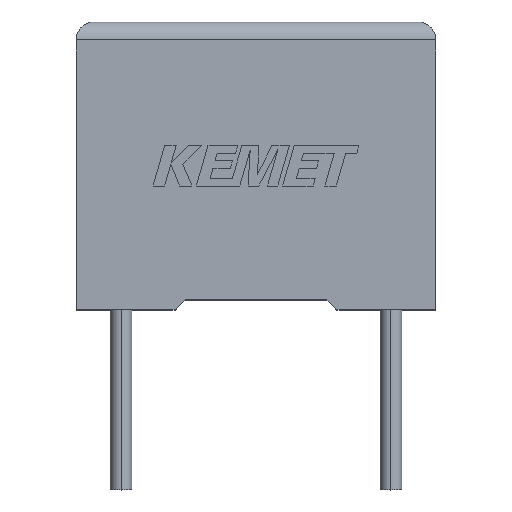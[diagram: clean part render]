
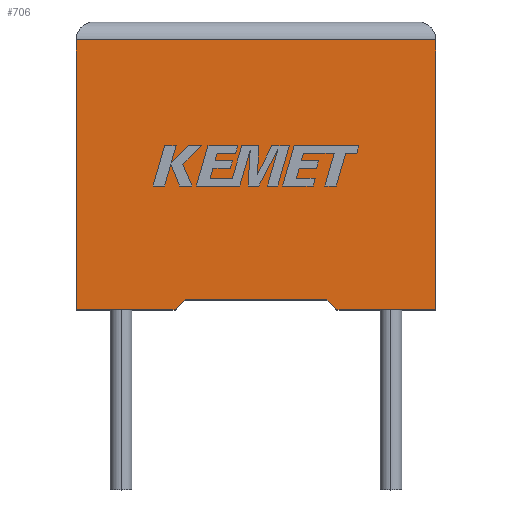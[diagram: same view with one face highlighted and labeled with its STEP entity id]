
A CAD part, top view. The second image highlights one B-rep face of the part: STEP entity #706.
In plain terms, the highlighted planar face has unit normal (0, 0, 1).
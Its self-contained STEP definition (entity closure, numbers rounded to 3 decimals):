
#72 = EDGE_CURVE ( 'NONE', #2787, #1108, #2927, .T. ) ;
#73 = VECTOR ( 'NONE', #2057, 1000. ) ;
#106 = DIRECTION ( 'NONE',  ( 1., 0., 0. ) ) ;
#131 = CARTESIAN_POINT ( 'NONE',  ( 3.028, 0.276, 4. ) ) ;
#193 = DIRECTION ( 'NONE',  ( -1., 0., 0. ) ) ;
#296 = ORIENTED_EDGE ( 'NONE', *, *, #72, .T. ) ;
#322 = EDGE_CURVE ( 'NONE', #786, #1094, #1343, .T. ) ;
#331 = DIRECTION ( 'NONE',  ( -1., 0., 0. ) ) ;
#335 = CARTESIAN_POINT ( 'NONE',  ( 0., 0., 4. ) ) ;
#364 = VERTEX_POINT ( 'NONE', #1788 ) ;
#402 = PLANE ( 'NONE',  #2153 ) ;
#430 = CARTESIAN_POINT ( 'NONE',  ( 0., 0., 4. ) ) ;
#477 = VECTOR ( 'NONE', #2971, 1000. ) ;
#485 = CARTESIAN_POINT ( 'NONE',  ( 2.75, 0., 4. ) ) ;
#604 = ORIENTED_EDGE ( 'NONE', *, *, #2715, .T. ) ;
#638 = CARTESIAN_POINT ( 'NONE',  ( 2.75, 0., 4. ) ) ;
#700 = LINE ( 'NONE', #944, #731 ) ;
#706 = ADVANCED_FACE ( 'NONE', ( #2922 ), #402, .F. ) ;
#731 = VECTOR ( 'NONE', #1441, 1000. ) ;
#732 = ORIENTED_EDGE ( 'NONE', *, *, #2386, .T. ) ;
#754 = ORIENTED_EDGE ( 'NONE', *, *, #997, .T. ) ;
#786 = VERTEX_POINT ( 'NONE', #874 ) ;
#822 = CARTESIAN_POINT ( 'NONE',  ( 7.25, 0., 4. ) ) ;
#874 = CARTESIAN_POINT ( 'NONE',  ( 0., 0., 4. ) ) ;
#875 = ORIENTED_EDGE ( 'NONE', *, *, #2585, .T. ) ;
#933 = DIRECTION ( 'NONE',  ( 0.709, -0.705, 0. ) ) ;
#939 = DIRECTION ( 'NONE',  ( 0., -1., 0. ) ) ;
#944 = CARTESIAN_POINT ( 'NONE',  ( 10., 0., 4. ) ) ;
#997 = EDGE_CURVE ( 'NONE', #364, #2617, #1688, .T. ) ;
#1021 = LINE ( 'NONE', #335, #2018 ) ;
#1094 = VERTEX_POINT ( 'NONE', #485 ) ;
#1108 = VERTEX_POINT ( 'NONE', #2903 ) ;
#1125 = VERTEX_POINT ( 'NONE', #2276 ) ;
#1289 = CARTESIAN_POINT ( 'NONE',  ( 5., 0.276, 4. ) ) ;
#1343 = LINE ( 'NONE', #2029, #477 ) ;
#1412 = CARTESIAN_POINT ( 'NONE',  ( 0., 0., 4. ) ) ;
#1433 = EDGE_CURVE ( 'NONE', #1714, #1094, #1740, .T. ) ;
#1441 = DIRECTION ( 'NONE',  ( 0., 1., 0. ) ) ;
#1509 = CARTESIAN_POINT ( 'NONE',  ( 10., 7.5, 4. ) ) ;
#1514 = ORIENTED_EDGE ( 'NONE', *, *, #1433, .F. ) ;
#1615 = VECTOR ( 'NONE', #933, 1000. ) ;
#1688 = LINE ( 'NONE', #822, #1615 ) ;
#1714 = VERTEX_POINT ( 'NONE', #131 ) ;
#1726 = EDGE_LOOP ( 'NONE', ( #604, #296, #875, #3058, #1514, #2177, #754, #732 ) ) ;
#1730 = EDGE_CURVE ( 'NONE', #364, #1714, #2469, .T. ) ;
#1740 = LINE ( 'NONE', #638, #73 ) ;
#1756 = CARTESIAN_POINT ( 'NONE',  ( 0., 7.5, 4. ) ) ;
#1770 = VECTOR ( 'NONE', #1792, 1000. ) ;
#1788 = CARTESIAN_POINT ( 'NONE',  ( 6.972, 0.276, 4. ) ) ;
#1792 = DIRECTION ( 'NONE',  ( -1., 0., 0. ) ) ;
#1850 = DIRECTION ( 'NONE',  ( 0., 0., -1. ) ) ;
#1870 = LINE ( 'NONE', #1412, #3001 ) ;
#2018 = VECTOR ( 'NONE', #106, 1000. ) ;
#2029 = CARTESIAN_POINT ( 'NONE',  ( 0., 0., 4. ) ) ;
#2057 = DIRECTION ( 'NONE',  ( -0.709, -0.705, 0. ) ) ;
#2153 = AXIS2_PLACEMENT_3D ( 'NONE', #430, #1850, #193 ) ;
#2177 = ORIENTED_EDGE ( 'NONE', *, *, #1730, .F. ) ;
#2276 = CARTESIAN_POINT ( 'NONE',  ( 10., 0., 4. ) ) ;
#2293 = VECTOR ( 'NONE', #331, 1000. ) ;
#2386 = EDGE_CURVE ( 'NONE', #2617, #1125, #1021, .T. ) ;
#2469 = LINE ( 'NONE', #1289, #1770 ) ;
#2585 = EDGE_CURVE ( 'NONE', #1108, #786, #1870, .T. ) ;
#2617 = VERTEX_POINT ( 'NONE', #2993 ) ;
#2715 = EDGE_CURVE ( 'NONE', #1125, #2787, #700, .T. ) ;
#2787 = VERTEX_POINT ( 'NONE', #1509 ) ;
#2903 = CARTESIAN_POINT ( 'NONE',  ( 0., 7.5, 4. ) ) ;
#2922 = FACE_OUTER_BOUND ( 'NONE', #1726, .T. ) ;
#2927 = LINE ( 'NONE', #1756, #2293 ) ;
#2971 = DIRECTION ( 'NONE',  ( 1., 0., 0. ) ) ;
#2993 = CARTESIAN_POINT ( 'NONE',  ( 7.25, 0., 4. ) ) ;
#3001 = VECTOR ( 'NONE', #939, 1000. ) ;
#3058 = ORIENTED_EDGE ( 'NONE', *, *, #322, .T. ) ;
